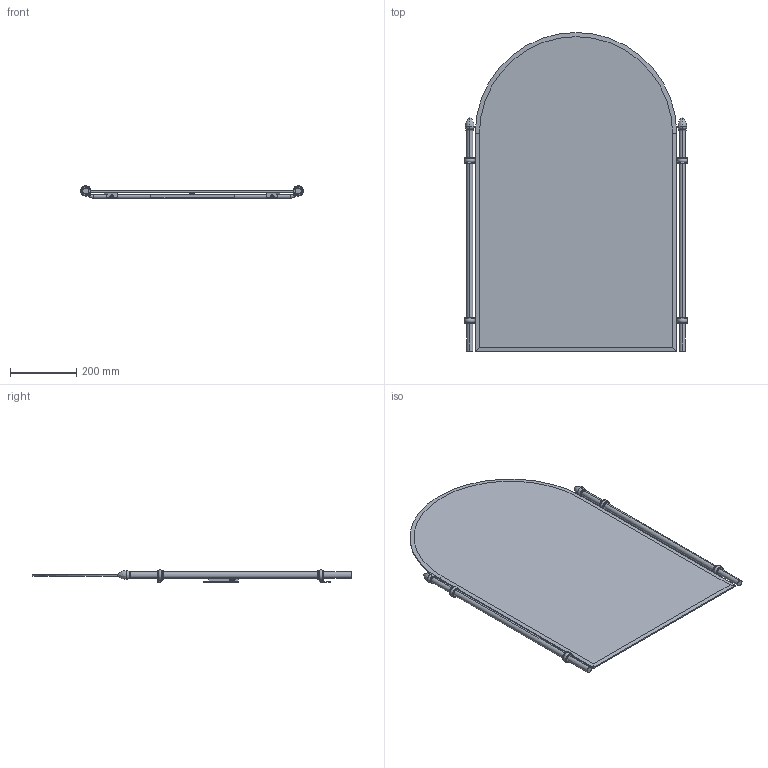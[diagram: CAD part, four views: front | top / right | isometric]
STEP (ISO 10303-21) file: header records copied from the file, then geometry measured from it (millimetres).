
FILE_DESCRIPTION((''),'2;1');
FILE_NAME('1542_WEB','2010-11-29T',('project'),(''),'PRO/ENGINEER BY PARAMETRIC TECHNOLOGY CORPORATION, 2009300','PRO/ENGINEER BY PARAMETRIC TECHNOLOGY CORPORATION, 2009300','');
FILE_SCHEMA(('CONFIG_CONTROL_DESIGN'));
Products named in the file (1): 1542_WEB
Bounding box: 674.25 x 965.2 x 37.63 mm (x, y, z)
Surface area: 1349093.7 mm2 (no closed solid volume)
Topology: 0 solids, 42 shells, 432 faces, 1581 edges, 1166 vertices
Faces by surface type: bspline 204, plane 100, cylinder 71, torus 38, sphere 12, cone 7
Entity records: 45887 total; most frequent: CARTESIAN_POINT 35183, ORIENTED_EDGE 2375, EDGE_CURVE 1581, DIRECTION 1494, VERTEX_POINT 1166, B_SPLINE_CURVE_WITH_KNOTS 905, AXIS2_PLACEMENT_3D 590, EDGE_LOOP 432
